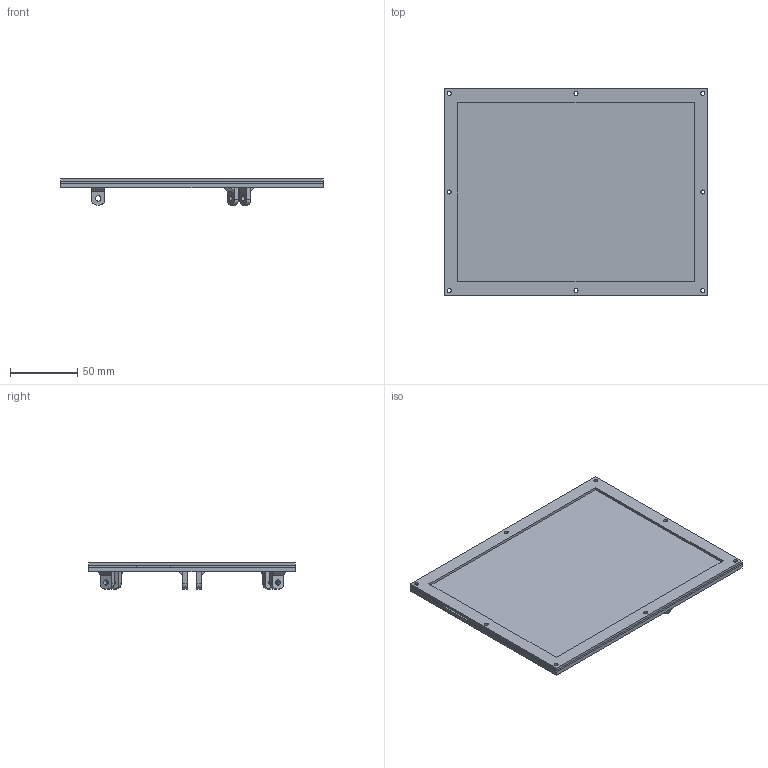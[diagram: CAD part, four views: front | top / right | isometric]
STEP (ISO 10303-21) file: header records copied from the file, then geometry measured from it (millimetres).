
FILE_DESCRIPTION(/* description */ (''),/* implementation_level */ '2;1');
FILE_NAME(/* name */ 'Plate Support v12.step',/* time_stamp */ '2020-11-28T18:53:22+11:00',/* author */ (''),/* organization */ (''),/* preprocessor_version */ 'ST-DEVELOPER v18.1',/* originating_system */ 'Autodesk Translation Framework v9.3.0.1241',/* authorisation */ '');
FILE_SCHEMA (('AUTOMOTIVE_DESIGN { 1 0 10303 214 3 1 1 }'));
Length unit declared in the file: millimetre
Products named in the file (6): Plate Support; Underside; Connecting Circle; Bracket Arm; Touch Panel; Topside
Assembly tree (7 placements, depth 3):
  Plate Support
    Underside
      Bracket Arm  x3
      Connecting Circle
    Touch Panel
    Topside
Bounding box: 196 x 154 x 19.5 mm (x, y, z)
Volume: 96508.8 mm3; surface area: 117122.7 mm2
Topology: 30 solids, 30 shells, 241 faces, 547 edges, 366 vertices
Faces by surface type: plane 194, cylinder 47
Full cylindrical faces by diameter (mm): 3 x24, 4 x6, 135 x1
Entity records: 4292 total; most frequent: CARTESIAN_POINT 703, DIRECTION 701, ORIENTED_EDGE 662, EDGE_CURVE 331, LINE 261, VECTOR 261, VERTEX_POINT 222, AXIS2_PLACEMENT_3D 220
